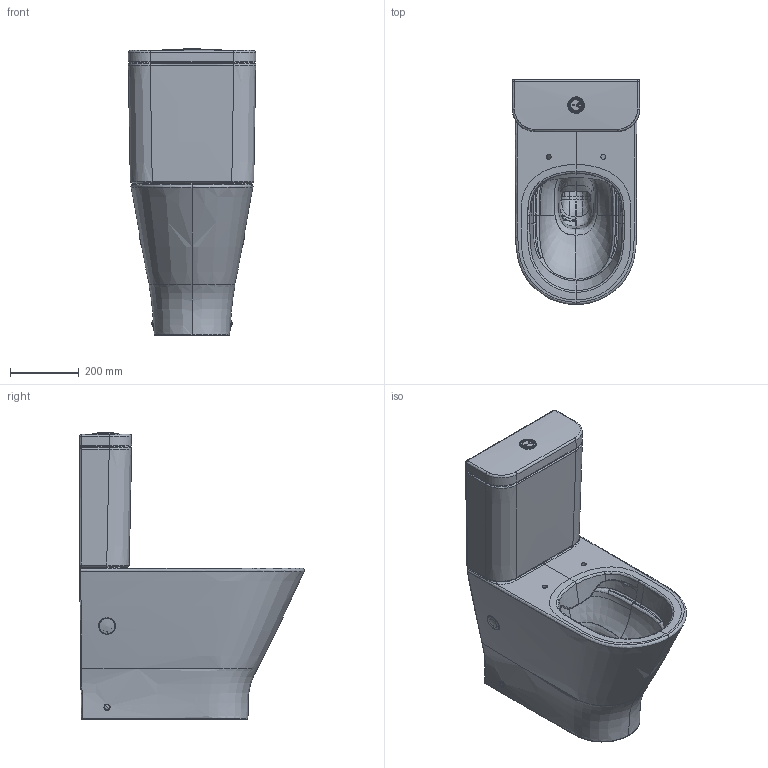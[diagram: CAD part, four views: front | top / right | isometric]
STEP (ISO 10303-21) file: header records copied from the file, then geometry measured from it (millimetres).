
FILE_DESCRIPTION(/* description */ (''),/* implementation_level */ '2;1');
FILE_NAME(/* name */ 'STEP - A3420NH00R_A3410NT00R_A801D12001_10037',/* time_stamp */ '2024-04-26T11:39:11+10:00',/* author */ (''),/* organization */ (''),/* preprocessor_version */ 'ST-DEVELOPER v16.5',/* originating_system */ 'Rhino 7.23',/* authorisation */ '');
FILE_SCHEMA (('AUTOMOTIVE_DESIGN'));
Products named in the file (1): Document
Bounding box: 372.32 x 655.9 x 835.76 mm (x, y, z)
Volume: 19568.2 mm3; surface area: 3536411.2 mm2
Topology: 12 solids, 46 shells, 2775 faces, 7536 edges, 4373 vertices
Faces by surface type: bspline 1709, cylinder 619, plane 447
Entity records: 649127 total; most frequent: CARTESIAN_POINT 606338, ORIENTED_EDGE 13791, EDGE_CURVE 7492, B_SPLINE_CURVE_WITH_KNOTS 4569, VERTEX_POINT 4373, EDGE_LOOP 2877, ADVANCED_FACE 2773, FACE_OUTER_BOUND 2773
